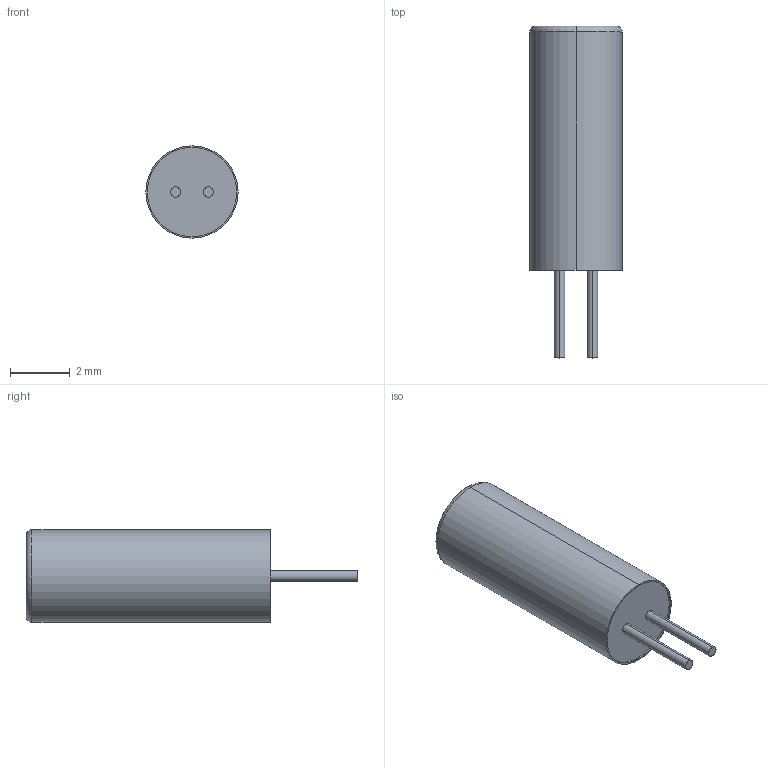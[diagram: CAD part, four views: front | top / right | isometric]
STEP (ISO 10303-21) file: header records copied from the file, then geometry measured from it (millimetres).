
FILE_DESCRIPTION (( 'STEP AP214' ), '1' );
FILE_NAME ('User Library-Crystal Radial 1.1mm pitch.STEP', '2019-04-21T18:10:55', ( '' ), ( '' ), 'SwSTEP 2.0', 'SolidWorks 2019', '' );
FILE_SCHEMA (( 'AUTOMOTIVE_DESIGN' ));
Length unit declared in the file: millimetre
Products named in the file (1): User Library-Crystal Radial 1.1mm pitch
Bounding box: 3.1 x 11.15 x 3.1 mm (x, y, z)
Volume: 62 mm3; surface area: 101.2 mm2
Topology: 1 solids, 1 shells, 15 faces, 28 edges, 18 vertices
Faces by surface type: cylinder 8, plane 5, torus 2
Entity records: 585 total; most frequent: DIRECTION 80, CARTESIAN_POINT 62, ORIENTED_EDGE 56, AXIS2_PLACEMENT_3D 36, EDGE_CURVE 28, CIRCLE 20, UNCERTAINTY_MEASURE_WITH_UNIT 18, EDGE_LOOP 18
